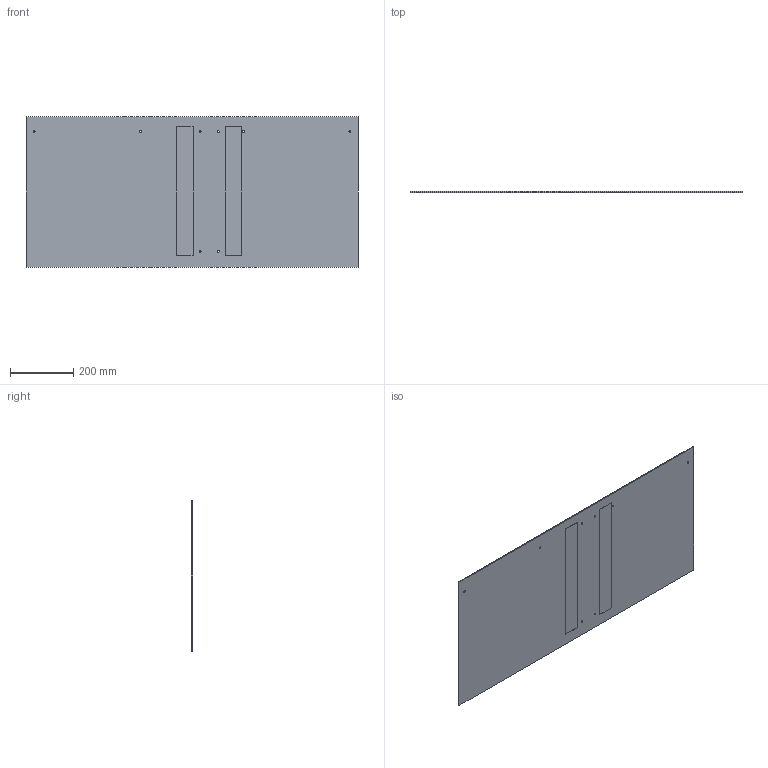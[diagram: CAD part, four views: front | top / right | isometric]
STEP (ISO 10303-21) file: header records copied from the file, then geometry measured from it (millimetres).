
FILE_DESCRIPTION(/* description */ (''),/* implementation_level */ '2;1');
FILE_NAME(/* name */ 'GE-18115.iam.stp',/* time_stamp */ '2018-01-01T11:24:01-08:00',/* author */ ('PhillipD'),/* organization */ (''),/* preprocessor_version */ 'ST-DEVELOPER v16.13',/* originating_system */ 'Autodesk Inventor 2018',/* authorisation */ '');
FILE_SCHEMA (('AUTOMOTIVE_DESIGN { 1 0 10303 214 3 1 1 }'));
Length unit declared in the file: inch
Products named in the file (3): GE-18115; GE-18082; VisionTape
Assembly tree (5 placements, depth 2):
  GE-18115
    GE-18082
    VisionTape  x4
Bounding box: 1047.75 x 4.19 x 476.25 mm (x, y, z)
Volume: 1625442.7 mm3; surface area: 1174678.3 mm2
Topology: 5 solids, 5 shells, 38 faces, 84 edges, 56 vertices
Faces by surface type: plane 30, cylinder 8
Full cylindrical faces by diameter (mm): 6.35 x8
Entity records: 744 total; most frequent: DIRECTION 112, CARTESIAN_POINT 100, ORIENTED_EDGE 80, EDGE_LOOP 44, AXIS2_PLACEMENT_3D 44, EDGE_CURVE 40, VERTEX_POINT 32, LINE 24
